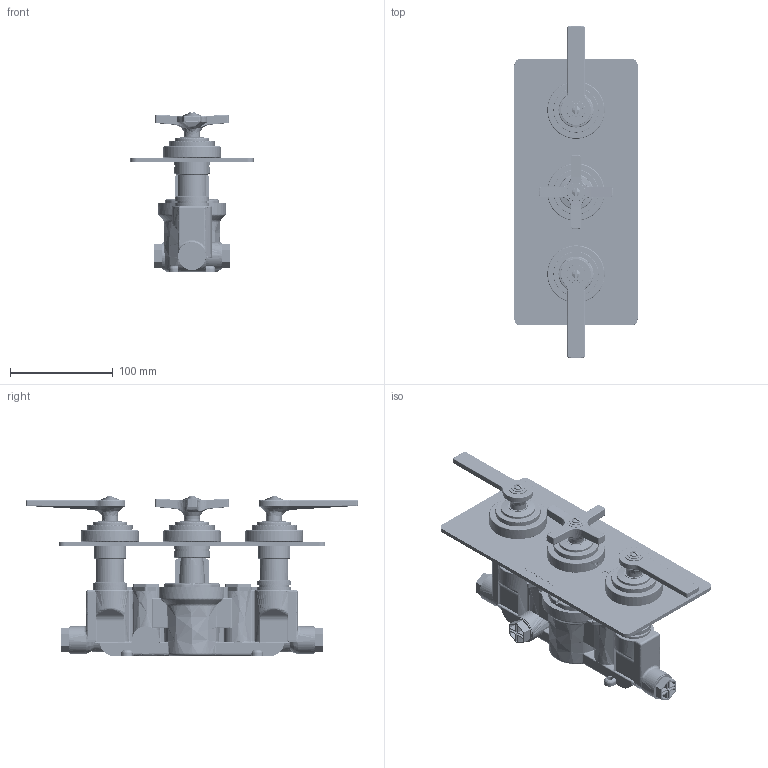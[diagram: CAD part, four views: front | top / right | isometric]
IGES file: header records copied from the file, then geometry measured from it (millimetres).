
Global section: file name: V705-TLF; native system: Autodesk Inventor 2018; preprocessor: unknown; author: adaniels; date: 20171003.110942; units: millimetre
Bounding box: 120 x 323.78 x 156.14 mm (x, y, z)
Volume: 683160.4 mm3; surface area: 392086.8 mm2
Topology: 86 solids, 91 shells, 3984 faces, 10731 edges, 7138 vertices
Faces by surface type: bspline 3984
